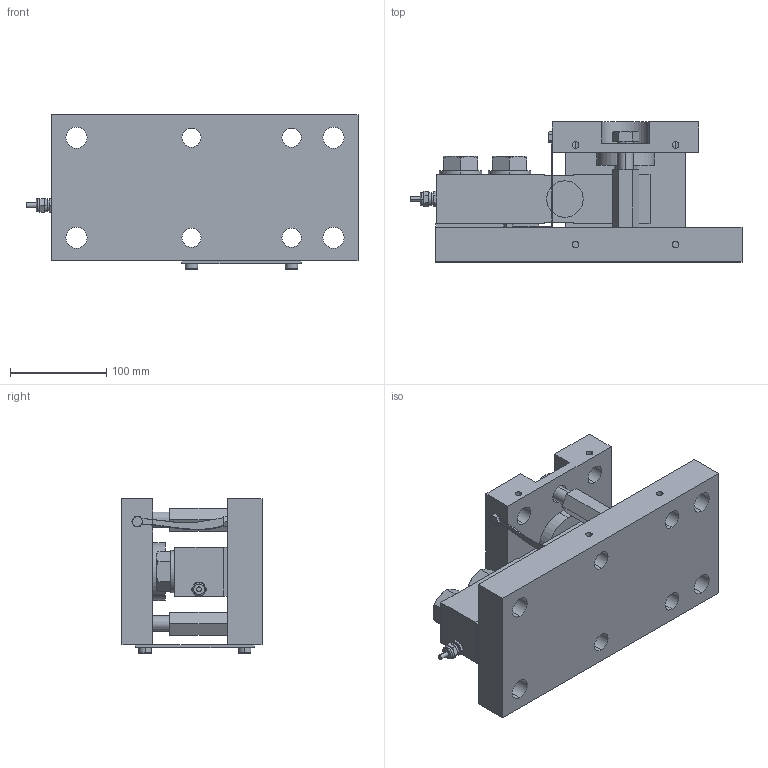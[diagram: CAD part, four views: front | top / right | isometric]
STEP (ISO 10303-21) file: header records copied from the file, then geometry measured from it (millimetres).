
FILE_DESCRIPTION (( 'STEP AP203' ), '1' );
FILE_NAME ('563YHM4-10000kg-02.STEP', '2025-07-11T08:49:49', ( '' ), ( '' ), 'SwSTEP 2.0', 'SolidWorks 2024', '' );
FILE_SCHEMA (( 'CONFIG_CONTROL_DESIGN' ));
Length unit declared in the file: millimetre
Products named in the file (1): 563YHM4-10000kg-02
Bounding box: 345 x 145.5 x 161 mm (x, y, z)
Volume: 3052249.4 mm3; surface area: 341137.3 mm2
Topology: 8 solids, 8 shells, 294 faces, 716 edges, 460 vertices
Faces by surface type: plane 175, cylinder 67, cone 38, torus 10, bspline 4
Entity records: 9556 total; most frequent: CARTESIAN_POINT 2540, ORIENTED_EDGE 1432, DIRECTION 1396, EDGE_CURVE 716, AXIS2_PLACEMENT_3D 483, VERTEX_POINT 460, LINE 430, VECTOR 430
